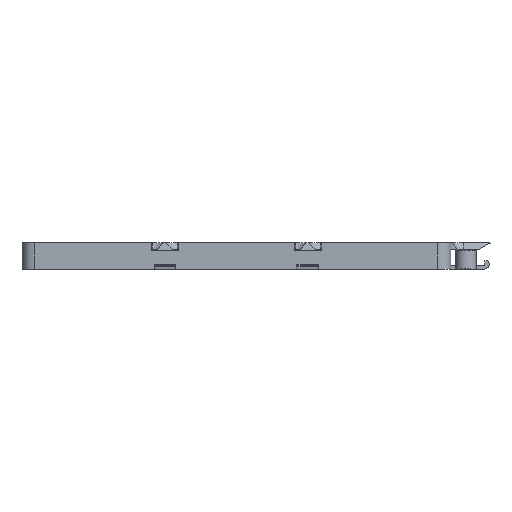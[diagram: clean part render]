
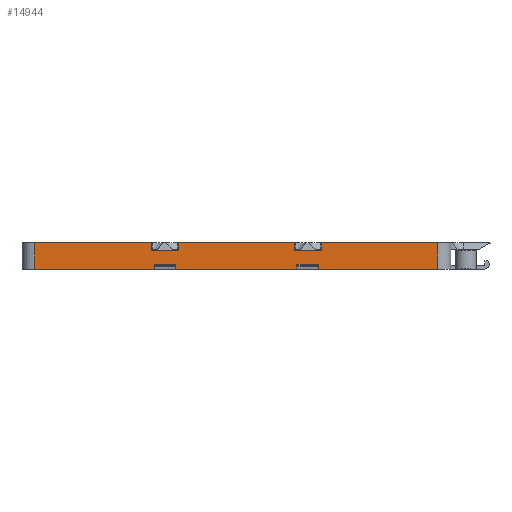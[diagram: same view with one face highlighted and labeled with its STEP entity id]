
A CAD part, front view. The second image highlights one B-rep face of the part: STEP entity #14944.
In plain terms, the highlighted planar face has unit normal (0, -1, 0).
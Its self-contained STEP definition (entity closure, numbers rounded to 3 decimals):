
#1048=FACE_OUTER_BOUND('',#1921,.T.);
#1921=EDGE_LOOP('',(#13163,#13164,#13165,#13166,#13167,#13168,#13169,#13170,
#13171,#13172,#13173,#13174,#13175,#13176,#13177,#13178,#13179,#13180,#13181,
#13182));
#2395=LINE('',#21597,#4055);
#2456=LINE('',#21716,#4116);
#2460=LINE('',#21724,#4120);
#2464=LINE('',#21732,#4124);
#3512=LINE('',#24561,#5172);
#3513=LINE('',#24563,#5173);
#3514=LINE('',#24565,#5174);
#3515=LINE('',#24567,#5175);
#3516=LINE('',#24569,#5176);
#3517=LINE('',#24571,#5177);
#3518=LINE('',#24573,#5178);
#3519=LINE('',#24575,#5179);
#3520=LINE('',#24577,#5180);
#3521=LINE('',#24578,#5181);
#3522=LINE('',#24580,#5182);
#3523=LINE('',#24582,#5183);
#3524=LINE('',#24583,#5184);
#3525=LINE('',#24585,#5185);
#3526=LINE('',#24587,#5186);
#3527=LINE('',#24588,#5187);
#4055=VECTOR('',#17312,10.);
#4116=VECTOR('',#17409,10.);
#4120=VECTOR('',#17413,10.);
#4124=VECTOR('',#17417,10.);
#5172=VECTOR('',#20255,10.);
#5173=VECTOR('',#20256,10.);
#5174=VECTOR('',#20257,10.);
#5175=VECTOR('',#20258,10.);
#5176=VECTOR('',#20259,10.);
#5177=VECTOR('',#20260,10.);
#5178=VECTOR('',#20261,10.);
#5179=VECTOR('',#20262,10.);
#5180=VECTOR('',#20263,10.);
#5181=VECTOR('',#20264,10.);
#5182=VECTOR('',#20265,10.);
#5183=VECTOR('',#20266,10.);
#5184=VECTOR('',#20267,10.);
#5185=VECTOR('',#20268,10.);
#5186=VECTOR('',#20269,10.);
#5187=VECTOR('',#20270,10.);
#6156=VERTEX_POINT('',#21594);
#6157=VERTEX_POINT('',#21596);
#6197=VERTEX_POINT('',#21715);
#6200=VERTEX_POINT('',#21721);
#6201=VERTEX_POINT('',#21723);
#6204=VERTEX_POINT('',#21729);
#6205=VERTEX_POINT('',#21731);
#7091=VERTEX_POINT('',#24560);
#7092=VERTEX_POINT('',#24562);
#7093=VERTEX_POINT('',#24564);
#7094=VERTEX_POINT('',#24566);
#7095=VERTEX_POINT('',#24568);
#7096=VERTEX_POINT('',#24570);
#7097=VERTEX_POINT('',#24572);
#7098=VERTEX_POINT('',#24574);
#7099=VERTEX_POINT('',#24576);
#7100=VERTEX_POINT('',#24579);
#7101=VERTEX_POINT('',#24581);
#7102=VERTEX_POINT('',#24584);
#7103=VERTEX_POINT('',#24586);
#7694=EDGE_CURVE('',#6157,#6156,#2395,.T.);
#7756=EDGE_CURVE('',#6157,#6197,#2456,.T.);
#7760=EDGE_CURVE('',#6200,#6201,#2460,.T.);
#7764=EDGE_CURVE('',#6204,#6205,#2464,.T.);
#9181=EDGE_CURVE('',#6156,#7091,#3512,.T.);
#9182=EDGE_CURVE('',#7091,#7092,#3513,.T.);
#9183=EDGE_CURVE('',#7092,#7093,#3514,.F.);
#9184=EDGE_CURVE('',#7093,#7094,#3515,.F.);
#9185=EDGE_CURVE('',#7094,#7095,#3516,.T.);
#9186=EDGE_CURVE('',#7095,#7096,#3517,.T.);
#9187=EDGE_CURVE('',#7096,#7097,#3518,.F.);
#9188=EDGE_CURVE('',#7097,#7098,#3519,.F.);
#9189=EDGE_CURVE('',#7098,#7099,#3520,.T.);
#9190=EDGE_CURVE('',#6205,#7099,#3521,.T.);
#9191=EDGE_CURVE('',#6204,#7100,#3522,.T.);
#9192=EDGE_CURVE('',#7100,#7101,#3523,.T.);
#9193=EDGE_CURVE('',#7101,#6201,#3524,.T.);
#9194=EDGE_CURVE('',#6200,#7102,#3525,.T.);
#9195=EDGE_CURVE('',#7102,#7103,#3526,.T.);
#9196=EDGE_CURVE('',#7103,#6197,#3527,.T.);
#13163=ORIENTED_EDGE('',*,*,#9181,.T.);
#13164=ORIENTED_EDGE('',*,*,#9182,.T.);
#13165=ORIENTED_EDGE('',*,*,#9183,.T.);
#13166=ORIENTED_EDGE('',*,*,#9184,.T.);
#13167=ORIENTED_EDGE('',*,*,#9185,.T.);
#13168=ORIENTED_EDGE('',*,*,#9186,.T.);
#13169=ORIENTED_EDGE('',*,*,#9187,.T.);
#13170=ORIENTED_EDGE('',*,*,#9188,.T.);
#13171=ORIENTED_EDGE('',*,*,#9189,.T.);
#13172=ORIENTED_EDGE('',*,*,#9190,.F.);
#13173=ORIENTED_EDGE('',*,*,#7764,.F.);
#13174=ORIENTED_EDGE('',*,*,#9191,.T.);
#13175=ORIENTED_EDGE('',*,*,#9192,.T.);
#13176=ORIENTED_EDGE('',*,*,#9193,.T.);
#13177=ORIENTED_EDGE('',*,*,#7760,.F.);
#13178=ORIENTED_EDGE('',*,*,#9194,.T.);
#13179=ORIENTED_EDGE('',*,*,#9195,.T.);
#13180=ORIENTED_EDGE('',*,*,#9196,.T.);
#13181=ORIENTED_EDGE('',*,*,#7756,.F.);
#13182=ORIENTED_EDGE('',*,*,#7694,.T.);
#14162=PLANE('',#16236);
#14944=ADVANCED_FACE('',(#1048),#14162,.T.);
#16236=AXIS2_PLACEMENT_3D('',#24559,#20253,#20254);
#17312=DIRECTION('',(0.,0.,1.));
#17409=DIRECTION('',(-1.,0.,0.));
#17413=DIRECTION('',(-1.,0.,0.));
#17417=DIRECTION('',(-1.,0.,0.));
#20253=DIRECTION('center_axis',(0.,-1.,0.));
#20254=DIRECTION('ref_axis',(1.,0.,0.));
#20255=DIRECTION('',(-1.,0.,0.));
#20256=DIRECTION('',(0.,0.,-1.));
#20257=DIRECTION('',(1.,0.,0.));
#20258=DIRECTION('',(0.,0.,-1.));
#20259=DIRECTION('',(-1.,0.,0.));
#20260=DIRECTION('',(0.,0.,-1.));
#20261=DIRECTION('',(1.,0.,0.));
#20262=DIRECTION('',(0.,0.,-1.));
#20263=DIRECTION('',(-1.,0.,0.));
#20264=DIRECTION('',(0.,0.,1.));
#20265=DIRECTION('',(0.,0.,1.));
#20266=DIRECTION('',(1.,0.,0.));
#20267=DIRECTION('',(0.,0.,-1.));
#20268=DIRECTION('',(0.,0.,1.));
#20269=DIRECTION('',(1.,0.,0.));
#20270=DIRECTION('',(0.,0.,-1.));
#21594=CARTESIAN_POINT('',(86.678,1.9,4.629));
#21596=CARTESIAN_POINT('',(86.678,1.9,-3.171));
#21597=CARTESIAN_POINT('',(86.678,1.9,4.875));
#21715=CARTESIAN_POINT('',(51.628,1.9,-3.171));
#21716=CARTESIAN_POINT('',(-35.572,1.9,-3.171));
#21721=CARTESIAN_POINT('',(45.228,1.9,-3.171));
#21723=CARTESIAN_POINT('',(9.628,1.9,-3.171));
#21724=CARTESIAN_POINT('',(-35.572,1.9,-3.171));
#21729=CARTESIAN_POINT('',(3.228,1.9,-3.171));
#21731=CARTESIAN_POINT('',(-31.822,1.9,-3.171));
#21732=CARTESIAN_POINT('',(-35.572,1.9,-3.171));
#24559=CARTESIAN_POINT('Origin',(-35.572,1.9,0.229));
#24560=CARTESIAN_POINT('',(52.428,1.9,4.629));
#24561=CARTESIAN_POINT('',(9.156,1.9,4.629));
#24562=CARTESIAN_POINT('',(52.428,1.9,2.379));
#24563=CARTESIAN_POINT('',(52.428,1.9,1.477));
#24564=CARTESIAN_POINT('',(44.428,1.9,2.379));
#24565=CARTESIAN_POINT('',(-14.572,1.9,2.379));
#24566=CARTESIAN_POINT('',(44.428,1.9,4.629));
#24567=CARTESIAN_POINT('',(44.428,1.9,1.477));
#24568=CARTESIAN_POINT('',(10.428,1.9,4.629));
#24569=CARTESIAN_POINT('',(9.156,1.9,4.629));
#24570=CARTESIAN_POINT('',(10.428,1.9,2.379));
#24571=CARTESIAN_POINT('',(10.428,1.9,1.477));
#24572=CARTESIAN_POINT('',(2.428,1.9,2.379));
#24573=CARTESIAN_POINT('',(-35.572,1.9,2.379));
#24574=CARTESIAN_POINT('',(2.428,1.9,4.629));
#24575=CARTESIAN_POINT('',(2.428,1.9,1.477));
#24576=CARTESIAN_POINT('',(-31.822,1.9,4.629));
#24577=CARTESIAN_POINT('',(9.156,1.9,4.629));
#24578=CARTESIAN_POINT('',(-31.822,1.9,4.875));
#24579=CARTESIAN_POINT('',(3.228,1.9,-1.821));
#24580=CARTESIAN_POINT('',(3.228,1.9,-1.471));
#24581=CARTESIAN_POINT('',(9.628,1.9,-1.821));
#24582=CARTESIAN_POINT('',(-14.572,1.9,-1.821));
#24583=CARTESIAN_POINT('',(9.628,1.9,-1.471));
#24584=CARTESIAN_POINT('',(45.228,1.9,-1.821));
#24585=CARTESIAN_POINT('',(45.228,1.9,-1.471));
#24586=CARTESIAN_POINT('',(51.628,1.9,-1.821));
#24587=CARTESIAN_POINT('',(6.428,1.9,-1.821));
#24588=CARTESIAN_POINT('',(51.628,1.9,-1.471));
